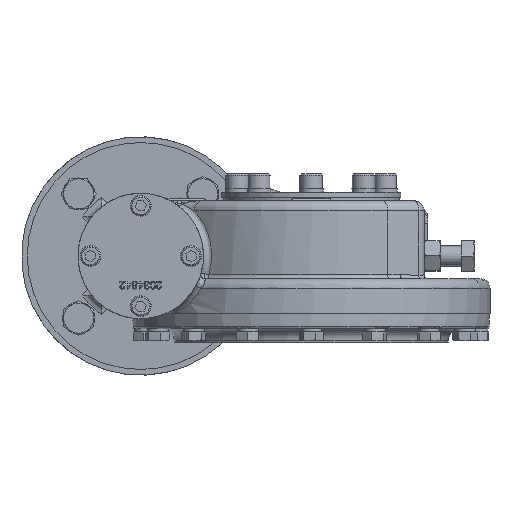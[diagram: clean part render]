
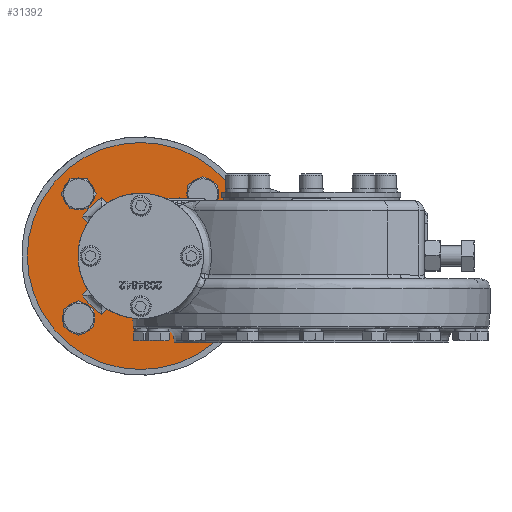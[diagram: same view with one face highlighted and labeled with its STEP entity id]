
A CAD part, left-side view. The second image highlights one B-rep face of the part: STEP entity #31392.
In plain terms, the highlighted planar face has unit normal (-1, 0, 0).
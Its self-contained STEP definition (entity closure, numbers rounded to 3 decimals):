
#1276=CIRCLE('',#33590,90.5);
#1277=CIRCLE('',#33592,12.7);
#1278=CIRCLE('',#33593,12.7);
#1279=CIRCLE('',#33594,12.7);
#1280=CIRCLE('',#33595,12.7);
#1281=CIRCLE('',#33596,33.);
#1282=CIRCLE('',#33597,56.);
#1283=CIRCLE('',#33598,33.);
#1284=CIRCLE('',#33599,56.);
#1285=CIRCLE('',#33600,33.);
#1286=CIRCLE('',#33601,56.);
#1287=CIRCLE('',#33602,33.);
#1288=CIRCLE('',#33603,56.);
#5038=ORIENTED_EDGE('',*,*,#13584,.F.);
#5039=ORIENTED_EDGE('',*,*,#13585,.F.);
#5040=ORIENTED_EDGE('',*,*,#13586,.F.);
#5041=ORIENTED_EDGE('',*,*,#13587,.F.);
#5042=ORIENTED_EDGE('',*,*,#13588,.T.);
#5043=ORIENTED_EDGE('',*,*,#13589,.T.);
#5044=ORIENTED_EDGE('',*,*,#13590,.T.);
#5045=ORIENTED_EDGE('',*,*,#13591,.T.);
#5046=ORIENTED_EDGE('',*,*,#13592,.T.);
#5047=ORIENTED_EDGE('',*,*,#13593,.T.);
#5048=ORIENTED_EDGE('',*,*,#13594,.T.);
#5049=ORIENTED_EDGE('',*,*,#13595,.T.);
#5050=ORIENTED_EDGE('',*,*,#13596,.T.);
#5051=ORIENTED_EDGE('',*,*,#13597,.T.);
#5052=ORIENTED_EDGE('',*,*,#13598,.T.);
#5053=ORIENTED_EDGE('',*,*,#13599,.T.);
#5054=ORIENTED_EDGE('',*,*,#13600,.T.);
#5055=ORIENTED_EDGE('',*,*,#13601,.T.);
#5056=ORIENTED_EDGE('',*,*,#13602,.T.);
#5057=ORIENTED_EDGE('',*,*,#13603,.T.);
#5058=ORIENTED_EDGE('',*,*,#13583,.F.);
#13583=EDGE_CURVE('',#17983,#17983,#1276,.T.);
#13584=EDGE_CURVE('',#17984,#17984,#1277,.T.);
#13585=EDGE_CURVE('',#17985,#17985,#1278,.T.);
#13586=EDGE_CURVE('',#17986,#17986,#1279,.T.);
#13587=EDGE_CURVE('',#17987,#17987,#1280,.T.);
#13588=EDGE_CURVE('',#17988,#17989,#1281,.F.);
#13589=EDGE_CURVE('',#17989,#17990,#20788,.T.);
#13590=EDGE_CURVE('',#17990,#17991,#1282,.F.);
#13591=EDGE_CURVE('',#17991,#17992,#20789,.T.);
#13592=EDGE_CURVE('',#17992,#17993,#1283,.F.);
#13593=EDGE_CURVE('',#17993,#17994,#20790,.T.);
#13594=EDGE_CURVE('',#17994,#17995,#1284,.F.);
#13595=EDGE_CURVE('',#17995,#17996,#20791,.T.);
#13596=EDGE_CURVE('',#17996,#17997,#1285,.F.);
#13597=EDGE_CURVE('',#17997,#17998,#20792,.T.);
#13598=EDGE_CURVE('',#17998,#17999,#1286,.F.);
#13599=EDGE_CURVE('',#17999,#18000,#20793,.T.);
#13600=EDGE_CURVE('',#18000,#18001,#1287,.F.);
#13601=EDGE_CURVE('',#18001,#18002,#20794,.T.);
#13602=EDGE_CURVE('',#18002,#18003,#1288,.F.);
#13603=EDGE_CURVE('',#18003,#17988,#20795,.T.);
#17983=VERTEX_POINT('',#48511);
#17984=VERTEX_POINT('',#48514);
#17985=VERTEX_POINT('',#48516);
#17986=VERTEX_POINT('',#48518);
#17987=VERTEX_POINT('',#48520);
#17988=VERTEX_POINT('',#48522);
#17989=VERTEX_POINT('',#48523);
#17990=VERTEX_POINT('',#48525);
#17991=VERTEX_POINT('',#48527);
#17992=VERTEX_POINT('',#48529);
#17993=VERTEX_POINT('',#48531);
#17994=VERTEX_POINT('',#48533);
#17995=VERTEX_POINT('',#48535);
#17996=VERTEX_POINT('',#48537);
#17997=VERTEX_POINT('',#48539);
#17998=VERTEX_POINT('',#48541);
#17999=VERTEX_POINT('',#48543);
#18000=VERTEX_POINT('',#48545);
#18001=VERTEX_POINT('',#48547);
#18002=VERTEX_POINT('',#48549);
#18003=VERTEX_POINT('',#48551);
#20788=LINE('',#48524,#23218);
#20789=LINE('',#48528,#23219);
#20790=LINE('',#48532,#23220);
#20791=LINE('',#48536,#23221);
#20792=LINE('',#48540,#23222);
#20793=LINE('',#48544,#23223);
#20794=LINE('',#48548,#23224);
#20795=LINE('',#48552,#23225);
#23218=VECTOR('',#37533,1000.);
#23219=VECTOR('',#37536,1000.);
#23220=VECTOR('',#37539,1000.);
#23221=VECTOR('',#37542,1000.);
#23222=VECTOR('',#37545,1000.);
#23223=VECTOR('',#37548,1000.);
#23224=VECTOR('',#37551,1000.);
#23225=VECTOR('',#37554,1000.);
#25809=EDGE_LOOP('',(#5038));
#25810=EDGE_LOOP('',(#5039));
#25811=EDGE_LOOP('',(#5040));
#25812=EDGE_LOOP('',(#5041));
#25813=EDGE_LOOP('',(#5042,#5043,#5044,#5045,#5046,#5047,#5048,#5049,#5050,
#5051,#5052,#5053,#5054,#5055,#5056,#5057));
#25814=EDGE_LOOP('',(#5058));
#28052=FACE_BOUND('',#25809,.T.);
#28053=FACE_BOUND('',#25810,.T.);
#28054=FACE_BOUND('',#25811,.T.);
#28055=FACE_BOUND('',#25812,.T.);
#28056=FACE_BOUND('',#25813,.T.);
#28057=FACE_BOUND('',#25814,.T.);
#30016=PLANE('',#33591);
#31392=ADVANCED_FACE('',(#28052,#28053,#28054,#28055,#28056,#28057),#30016,
 .T.);
#33590=AXIS2_PLACEMENT_3D('',#48510,#37519,#37520);
#33591=AXIS2_PLACEMENT_3D('',#48512,#37521,#37522);
#33592=AXIS2_PLACEMENT_3D('',#48513,#37523,#37524);
#33593=AXIS2_PLACEMENT_3D('',#48515,#37525,#37526);
#33594=AXIS2_PLACEMENT_3D('',#48517,#37527,#37528);
#33595=AXIS2_PLACEMENT_3D('',#48519,#37529,#37530);
#33596=AXIS2_PLACEMENT_3D('',#48521,#37531,#37532);
#33597=AXIS2_PLACEMENT_3D('',#48526,#37534,#37535);
#33598=AXIS2_PLACEMENT_3D('',#48530,#37537,#37538);
#33599=AXIS2_PLACEMENT_3D('',#48534,#37540,#37541);
#33600=AXIS2_PLACEMENT_3D('',#48538,#37543,#37544);
#33601=AXIS2_PLACEMENT_3D('',#48542,#37546,#37547);
#33602=AXIS2_PLACEMENT_3D('',#48546,#37549,#37550);
#33603=AXIS2_PLACEMENT_3D('',#48550,#37552,#37553);
#37519=DIRECTION('',(1.,0.,0.));
#37520=DIRECTION('',(0.,-1.,0.));
#37521=DIRECTION('',(-1.,0.,0.));
#37522=DIRECTION('',(0.,1.,0.));
#37523=DIRECTION('',(-1.,0.,0.));
#37524=DIRECTION('',(0.,0.,-1.));
#37525=DIRECTION('',(-1.,0.,0.));
#37526=DIRECTION('',(0.,-1.,0.));
#37527=DIRECTION('',(-1.,0.,0.));
#37528=DIRECTION('',(0.,0.,1.));
#37529=DIRECTION('',(-1.,0.,0.));
#37530=DIRECTION('',(0.,1.,0.));
#37531=DIRECTION('',(-1.,0.,0.));
#37532=DIRECTION('',(0.,1.,0.));
#37533=DIRECTION('',(0.,0.707,-0.707));
#37534=DIRECTION('',(-1.,0.,0.));
#37535=DIRECTION('',(0.,1.,0.));
#37536=DIRECTION('',(0.,-0.707,0.707));
#37537=DIRECTION('',(-1.,0.,0.));
#37538=DIRECTION('',(0.,1.,0.));
#37539=DIRECTION('',(0.,0.707,0.707));
#37540=DIRECTION('',(-1.,0.,0.));
#37541=DIRECTION('',(0.,1.,0.));
#37542=DIRECTION('',(0.,-0.707,-0.707));
#37543=DIRECTION('',(-1.,0.,0.));
#37544=DIRECTION('',(0.,1.,0.));
#37545=DIRECTION('',(0.,-0.707,0.707));
#37546=DIRECTION('',(-1.,0.,0.));
#37547=DIRECTION('',(0.,1.,0.));
#37548=DIRECTION('',(0.,0.707,-0.707));
#37549=DIRECTION('',(-1.,0.,0.));
#37550=DIRECTION('',(0.,1.,0.));
#37551=DIRECTION('',(0.,-0.707,-0.707));
#37552=DIRECTION('',(-1.,0.,0.));
#37553=DIRECTION('',(0.,1.,0.));
#37554=DIRECTION('',(0.,0.707,0.707));
#48510=CARTESIAN_POINT('',(170.14,135.915,40.));
#48511=CARTESIAN_POINT('',(170.14,45.415,40.));
#48512=CARTESIAN_POINT('',(170.14,110.915,40.));
#48513=CARTESIAN_POINT('',(170.14,185.412,89.497));
#48514=CARTESIAN_POINT('',(170.14,185.412,76.797));
#48515=CARTESIAN_POINT('',(170.14,185.412,-9.497));
#48516=CARTESIAN_POINT('',(170.14,172.712,-9.497));
#48517=CARTESIAN_POINT('',(170.14,86.418,-9.497));
#48518=CARTESIAN_POINT('',(170.14,86.418,3.203));
#48519=CARTESIAN_POINT('',(170.14,86.418,89.497));
#48520=CARTESIAN_POINT('',(170.14,99.118,89.497));
#48521=CARTESIAN_POINT('',(170.14,135.915,40.));
#48522=CARTESIAN_POINT('',(170.14,121.693,10.222));
#48523=CARTESIAN_POINT('',(170.14,150.137,10.222));
#48524=CARTESIAN_POINT('',(170.14,163.315,-2.956));
#48525=CARTESIAN_POINT('',(170.14,166.963,-6.605));
#48526=CARTESIAN_POINT('',(170.14,135.915,40.));
#48527=CARTESIAN_POINT('',(170.14,182.52,8.952));
#48528=CARTESIAN_POINT('',(170.14,166.758,24.713));
#48529=CARTESIAN_POINT('',(170.14,165.693,25.778));
#48530=CARTESIAN_POINT('',(170.14,135.915,40.));
#48531=CARTESIAN_POINT('',(170.14,165.693,54.222));
#48532=CARTESIAN_POINT('',(170.14,178.871,67.4));
#48533=CARTESIAN_POINT('',(170.14,182.52,71.048));
#48534=CARTESIAN_POINT('',(170.14,135.915,40.));
#48535=CARTESIAN_POINT('',(170.14,166.963,86.605));
#48536=CARTESIAN_POINT('',(170.14,151.202,70.843));
#48537=CARTESIAN_POINT('',(170.14,150.137,69.778));
#48538=CARTESIAN_POINT('',(170.14,135.915,40.));
#48539=CARTESIAN_POINT('',(170.14,121.693,69.778));
#48540=CARTESIAN_POINT('',(170.14,108.515,82.956));
#48541=CARTESIAN_POINT('',(170.14,104.867,86.605));
#48542=CARTESIAN_POINT('',(170.14,135.915,40.));
#48543=CARTESIAN_POINT('',(170.14,89.31,71.048));
#48544=CARTESIAN_POINT('',(170.14,105.072,55.287));
#48545=CARTESIAN_POINT('',(170.14,106.137,54.222));
#48546=CARTESIAN_POINT('',(170.14,135.915,40.));
#48547=CARTESIAN_POINT('',(170.14,106.137,25.778));
#48548=CARTESIAN_POINT('',(170.14,92.959,12.6));
#48549=CARTESIAN_POINT('',(170.14,89.31,8.952));
#48550=CARTESIAN_POINT('',(170.14,135.915,40.));
#48551=CARTESIAN_POINT('',(170.14,104.867,-6.605));
#48552=CARTESIAN_POINT('',(170.14,120.628,9.157));
